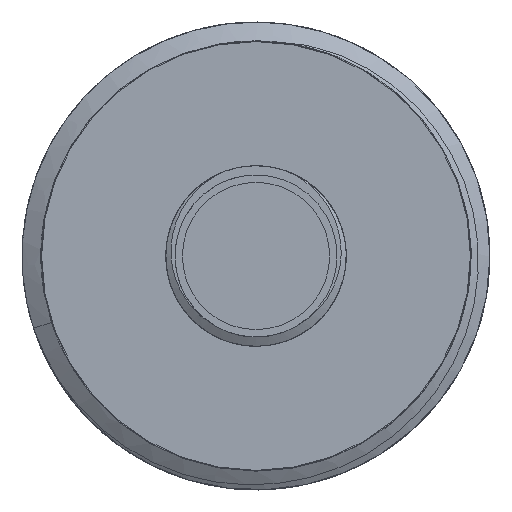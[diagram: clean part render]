
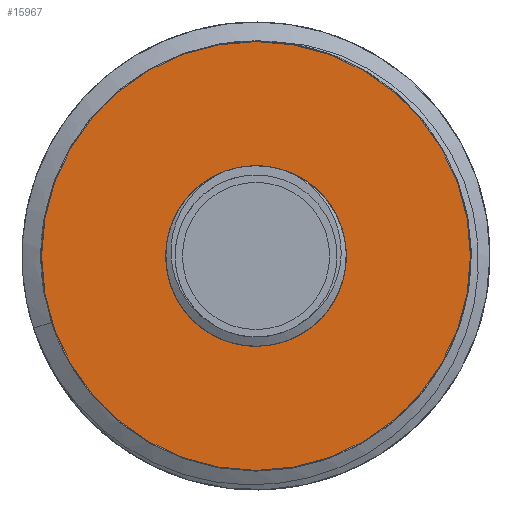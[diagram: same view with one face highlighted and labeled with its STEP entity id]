
A CAD part, front view. The second image highlights one B-rep face of the part: STEP entity #15967.
In plain terms, the highlighted planar face has unit normal (0, -1, 0).
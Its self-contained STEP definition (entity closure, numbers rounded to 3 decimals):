
#14539=CARTESIAN_POINT('',(0.,-2.2,0.));
#14540=DIRECTION('',(0.,-1.,0.));
#14541=DIRECTION('',(0.,0.,-1.));
#14542=AXIS2_PLACEMENT_3D('',#14539,#14540,#14541);
#14544=CARTESIAN_POINT('',(0.,-2.2,0.));
#14545=DIRECTION('',(0.,-1.,0.));
#14546=DIRECTION('',(0.,0.,1.));
#14547=AXIS2_PLACEMENT_3D('',#14544,#14545,#14546);
#14549=CARTESIAN_POINT('',(0.,-2.2,0.));
#14550=DIRECTION('',(0.,1.,0.));
#14551=DIRECTION('',(0.,0.,-1.));
#14552=AXIS2_PLACEMENT_3D('',#14549,#14550,#14551);
#14554=CARTESIAN_POINT('',(0.,-2.2,0.));
#14555=DIRECTION('',(0.,1.,0.));
#14556=DIRECTION('',(0.,0.,1.));
#14557=AXIS2_PLACEMENT_3D('',#14554,#14555,#14556);
#14621=CARTESIAN_POINT('',(0.,-2.2,-5.35));
#14623=VERTEX_POINT('',#14621);
#14625=CARTESIAN_POINT('',(0.,-2.2,5.35));
#14627=VERTEX_POINT('',#14625);
#14653=CARTESIAN_POINT('',(0.,-2.2,-13.9));
#14655=VERTEX_POINT('',#14653);
#14657=CARTESIAN_POINT('',(0.,-2.2,13.9));
#14659=VERTEX_POINT('',#14657);
#15951=CARTESIAN_POINT('',(0.,-2.2,0.));
#15952=DIRECTION('',(0.,-1.,0.));
#15953=DIRECTION('',(0.,0.,-1.));
#15954=AXIS2_PLACEMENT_3D('',#15951,#15952,#15953);
#15955=PLANE('',#15954);
#15957=ORIENTED_EDGE('',*,*,#15956,.F.);
#15959=ORIENTED_EDGE('',*,*,#15958,.F.);
#15960=EDGE_LOOP('',(#15957,#15959));
#15961=FACE_OUTER_BOUND('',#15960,.F.);
#15963=ORIENTED_EDGE('',*,*,#15962,.F.);
#15964=ORIENTED_EDGE('',*,*,#15940,.F.);
#15965=EDGE_LOOP('',(#15963,#15964));
#15966=FACE_BOUND('',#15965,.F.);
#15967=ADVANCED_FACE('',(#15961,#15966),#15955,.T.);
#14543=CIRCLE('',#14542,13.9);
#14548=CIRCLE('',#14547,13.9);
#14553=CIRCLE('',#14552,5.35);
#14558=CIRCLE('',#14557,5.35);
#15940=EDGE_CURVE('',#14627,#14623,#14558,.T.);
#15956=EDGE_CURVE('',#14655,#14659,#14543,.T.);
#15958=EDGE_CURVE('',#14659,#14655,#14548,.T.);
#15962=EDGE_CURVE('',#14623,#14627,#14553,.T.);
